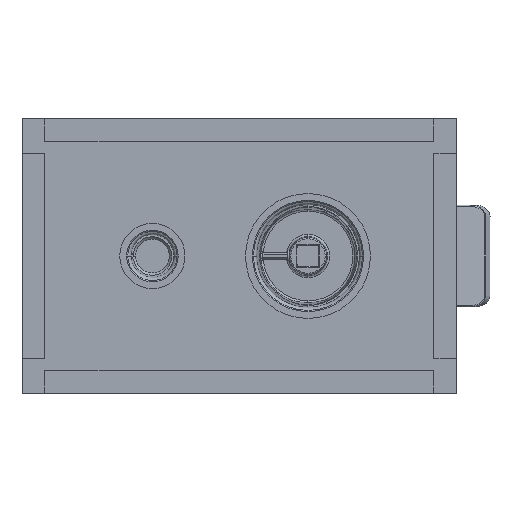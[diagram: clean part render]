
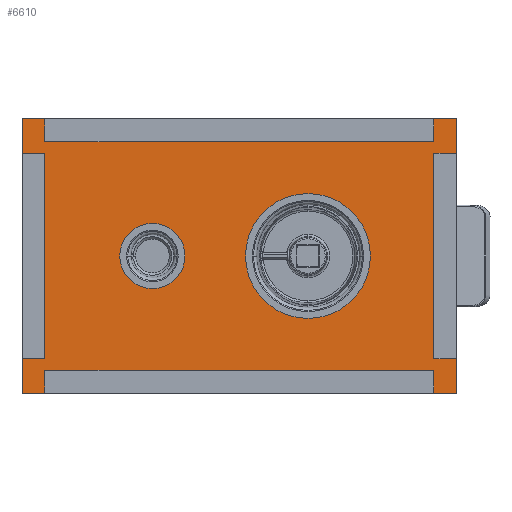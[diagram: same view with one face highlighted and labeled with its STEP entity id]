
A CAD part, left-side view. The second image highlights one B-rep face of the part: STEP entity #6610.
In plain terms, the highlighted face is planar.
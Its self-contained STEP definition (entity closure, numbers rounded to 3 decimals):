
#6015=DIRECTION('',(0.,0.,1.));
#6016=VECTOR('',#6015,190.);
#6017=CARTESIAN_POINT('',(-60.,0.,-95.));
#6018=LINE('',#6017,#6016);
#6022=DIRECTION('',(1.,0.,0.));
#6023=VECTOR('',#6022,120.);
#6024=CARTESIAN_POINT('',(-60.,0.,95.));
#6025=LINE('',#6024,#6023);
#6029=DIRECTION('',(0.,0.,-1.));
#6030=VECTOR('',#6029,190.);
#6031=CARTESIAN_POINT('',(60.,0.,95.));
#6032=LINE('',#6031,#6030);
#6036=DIRECTION('',(-1.,0.,0.));
#6037=VECTOR('',#6036,120.);
#6038=CARTESIAN_POINT('',(60.,0.,-95.));
#6039=LINE('',#6038,#6037);
#6043=CARTESIAN_POINT('',(0.,0.,-30.));
#6044=DIRECTION('',(0.,-1.,0.));
#6045=DIRECTION('',(0.,0.,-1.));
#6046=AXIS2_PLACEMENT_3D('',#6043,#6044,#6045);
#6051=CARTESIAN_POINT('',(0.,0.,-30.));
#6052=DIRECTION('',(0.,-1.,0.));
#6053=DIRECTION('',(0.,0.,1.));
#6054=AXIS2_PLACEMENT_3D('',#6051,#6052,#6053);
#6075=CARTESIAN_POINT('',(0.,0.,38.));
#6076=DIRECTION('',(0.,-1.,0.));
#6077=DIRECTION('',(0.,0.,-1.));
#6078=AXIS2_PLACEMENT_3D('',#6075,#6076,#6077);
#6083=CARTESIAN_POINT('',(0.,0.,38.));
#6084=DIRECTION('',(0.,-1.,0.));
#6085=DIRECTION('',(0.,0.,1.));
#6086=AXIS2_PLACEMENT_3D('',#6083,#6084,#6085);
#6503=CARTESIAN_POINT('',(-60.,0.,-95.));
#6504=CARTESIAN_POINT('',(-60.,0.,95.));
#6505=VERTEX_POINT('',#6503);
#6506=VERTEX_POINT('',#6504);
#6507=CARTESIAN_POINT('',(60.,0.,95.));
#6508=VERTEX_POINT('',#6507);
#6509=CARTESIAN_POINT('',(60.,0.,-95.));
#6510=VERTEX_POINT('',#6509);
#6539=CARTESIAN_POINT('',(0.,0.,-57.3));
#6540=CARTESIAN_POINT('',(0.,0.,-2.7));
#6541=VERTEX_POINT('',#6539);
#6542=VERTEX_POINT('',#6540);
#6551=CARTESIAN_POINT('',(0.,0.,23.75));
#6552=CARTESIAN_POINT('',(0.,0.,52.25));
#6553=VERTEX_POINT('',#6551);
#6554=VERTEX_POINT('',#6552);
#6583=CARTESIAN_POINT('',(0.,0.,0.));
#6584=DIRECTION('',(0.,1.,0.));
#6585=DIRECTION('',(1.,0.,0.));
#6586=AXIS2_PLACEMENT_3D('',#6583,#6584,#6585);
#6587=PLANE('',#6586);
#6589=ORIENTED_EDGE('',*,*,#6588,.T.);
#6591=ORIENTED_EDGE('',*,*,#6590,.T.);
#6593=ORIENTED_EDGE('',*,*,#6592,.T.);
#6595=ORIENTED_EDGE('',*,*,#6594,.T.);
#6596=EDGE_LOOP('',(#6589,#6591,#6593,#6595));
#6597=FACE_OUTER_BOUND('',#6596,.F.);
#6599=ORIENTED_EDGE('',*,*,#6598,.T.);
#6601=ORIENTED_EDGE('',*,*,#6600,.T.);
#6602=EDGE_LOOP('',(#6599,#6601));
#6603=FACE_BOUND('',#6602,.F.);
#6605=ORIENTED_EDGE('',*,*,#6604,.T.);
#6607=ORIENTED_EDGE('',*,*,#6606,.T.);
#6608=EDGE_LOOP('',(#6605,#6607));
#6609=FACE_BOUND('',#6608,.F.);
#6610=ADVANCED_FACE('',(#6597,#6603,#6609),#6587,.F.);
#6047=CIRCLE('',#6046,27.3);
#6055=CIRCLE('',#6054,27.3);
#6079=CIRCLE('',#6078,14.25);
#6087=CIRCLE('',#6086,14.25);
#6588=EDGE_CURVE('',#6505,#6506,#6018,.T.);
#6590=EDGE_CURVE('',#6506,#6508,#6025,.T.);
#6592=EDGE_CURVE('',#6508,#6510,#6032,.T.);
#6594=EDGE_CURVE('',#6510,#6505,#6039,.T.);
#6598=EDGE_CURVE('',#6541,#6542,#6047,.T.);
#6600=EDGE_CURVE('',#6542,#6541,#6055,.T.);
#6604=EDGE_CURVE('',#6553,#6554,#6079,.T.);
#6606=EDGE_CURVE('',#6554,#6553,#6087,.T.);
